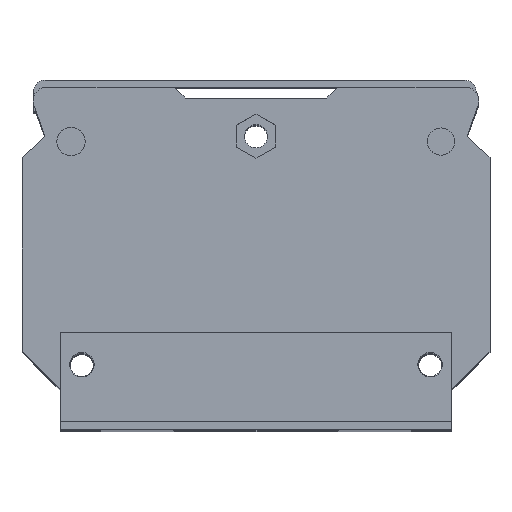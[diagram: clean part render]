
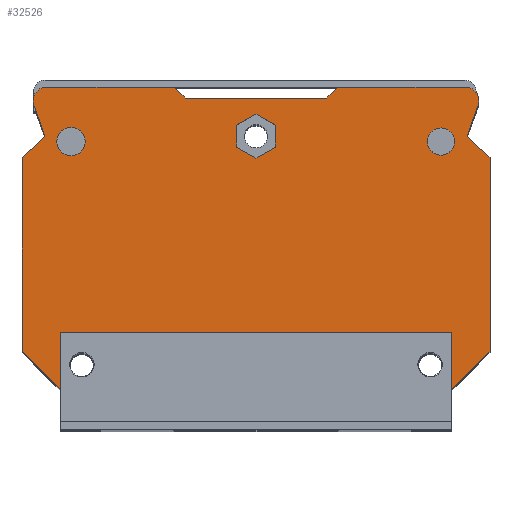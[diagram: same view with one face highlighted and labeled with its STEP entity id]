
A CAD part, top view. The second image highlights one B-rep face of the part: STEP entity #32526.
In plain terms, the highlighted planar face has unit normal (0, 0, 1).
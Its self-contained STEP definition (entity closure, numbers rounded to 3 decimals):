
#1203=DIRECTION('',(-0.866,-0.5,0.));
#1204=VECTOR('',#1203,4.041);
#1205=CARTESIAN_POINT('',(43.,58.041,-1.5));
#1206=LINE('',#1205,#1204);
#1207=DIRECTION('',(0.866,-0.5,0.));
#1208=VECTOR('',#1207,4.041);
#1209=CARTESIAN_POINT('',(39.5,51.979,-1.5));
#1210=LINE('',#1209,#1208);
#1211=DIRECTION('',(0.866,0.5,0.));
#1212=VECTOR('',#1211,4.041);
#1213=CARTESIAN_POINT('',(43.,49.959,-1.5));
#1214=LINE('',#1213,#1212);
#1215=DIRECTION('',(-0.866,0.5,0.));
#1216=VECTOR('',#1215,4.041);
#1217=CARTESIAN_POINT('',(46.5,56.021,-1.5));
#1218=LINE('',#1217,#1216);
#1219=CARTESIAN_POINT('',(77.,53.,-1.5));
#1220=DIRECTION('',(0.,0.,1.));
#1221=DIRECTION('',(1.,0.,0.));
#1222=AXIS2_PLACEMENT_3D('',#1219,#1220,#1221);
#1224=CARTESIAN_POINT('',(77.,53.,-1.5));
#1225=DIRECTION('',(0.,0.,1.));
#1226=DIRECTION('',(-1.,0.,0.));
#1227=AXIS2_PLACEMENT_3D('',#1224,#1225,#1226);
#1229=CARTESIAN_POINT('',(9.,53.,-1.5));
#1230=DIRECTION('',(0.,0.,1.));
#1231=DIRECTION('',(1.,0.,0.));
#1232=AXIS2_PLACEMENT_3D('',#1229,#1230,#1231);
#1234=CARTESIAN_POINT('',(9.,53.,-1.5));
#1235=DIRECTION('',(0.,0.,1.));
#1236=DIRECTION('',(-1.,0.,0.));
#1237=AXIS2_PLACEMENT_3D('',#1234,#1235,#1236);
#1239=DIRECTION('',(0.,1.,0.));
#1240=VECTOR('',#1239,10.5);
#1241=CARTESIAN_POINT('',(79.,7.5,-1.5));
#1242=LINE('',#1241,#1240);
#1243=DIRECTION('',(-1.,0.,0.));
#1244=VECTOR('',#1243,72.);
#1245=CARTESIAN_POINT('',(79.,18.,-1.5));
#1246=LINE('',#1245,#1244);
#1247=DIRECTION('',(0.,1.,0.));
#1248=VECTOR('',#1247,10.5);
#1249=CARTESIAN_POINT('',(7.,7.5,-1.5));
#1250=LINE('',#1249,#1248);
#1251=DIRECTION('',(-0.707,0.707,0.));
#1252=VECTOR('',#1251,9.899);
#1253=CARTESIAN_POINT('',(7.,7.5,-1.5));
#1254=LINE('',#1253,#1252);
#1255=DIRECTION('',(0.724,0.69,0.));
#1256=VECTOR('',#1255,5.8);
#1257=CARTESIAN_POINT('',(0.,50.,-1.5));
#1258=LINE('',#1257,#1256);
#1259=DIRECTION('',(-0.334,0.943,0.));
#1260=VECTOR('',#1259,6.01);
#1261=CARTESIAN_POINT('',(4.2,54.,-1.5));
#1262=LINE('',#1261,#1260);
#1263=CARTESIAN_POINT('',(4.55,60.5,-1.5));
#1264=DIRECTION('',(0.,0.,-1.));
#1265=DIRECTION('',(-0.943,-0.334,0.));
#1266=AXIS2_PLACEMENT_3D('',#1263,#1264,#1265);
#1268=CARTESIAN_POINT('',(4.55,60.5,-1.5));
#1269=DIRECTION('',(0.,0.,-1.));
#1270=DIRECTION('',(-1.,0.,0.));
#1271=AXIS2_PLACEMENT_3D('',#1268,#1269,#1270);
#1273=DIRECTION('',(0.707,-0.707,0.));
#1274=VECTOR('',#1273,2.828);
#1275=CARTESIAN_POINT('',(28.,63.,-1.5));
#1276=LINE('',#1275,#1274);
#1277=DIRECTION('',(0.707,0.707,0.));
#1278=VECTOR('',#1277,2.828);
#1279=CARTESIAN_POINT('',(56.,61.,-1.5));
#1280=LINE('',#1279,#1278);
#1281=DIRECTION('',(1.,0.,0.));
#1282=VECTOR('',#1281,23.45);
#1283=CARTESIAN_POINT('',(58.,63.,-1.5));
#1284=LINE('',#1283,#1282);
#1285=CARTESIAN_POINT('',(81.45,60.5,-1.5));
#1286=DIRECTION('',(0.,0.,-1.));
#1287=DIRECTION('',(0.,1.,0.));
#1288=AXIS2_PLACEMENT_3D('',#1285,#1286,#1287);
#1290=CARTESIAN_POINT('',(81.45,60.5,-1.5));
#1291=DIRECTION('',(0.,0.,-1.));
#1292=DIRECTION('',(1.,0.,0.));
#1293=AXIS2_PLACEMENT_3D('',#1290,#1291,#1292);
#1295=DIRECTION('',(-0.334,-0.943,0.));
#1296=VECTOR('',#1295,6.009);
#1297=CARTESIAN_POINT('',(83.806,59.664,-1.5));
#1298=LINE('',#1297,#1296);
#1299=DIRECTION('',(0.724,-0.69,0.));
#1300=VECTOR('',#1299,5.8);
#1301=CARTESIAN_POINT('',(81.8,54.,-1.5));
#1302=LINE('',#1301,#1300);
#1303=DIRECTION('',(0.,-1.,0.));
#1304=VECTOR('',#1303,35.5);
#1305=CARTESIAN_POINT('',(86.,50.,-1.5));
#1306=LINE('',#1305,#1304);
#1307=DIRECTION('',(-0.707,-0.707,0.));
#1308=VECTOR('',#1307,9.899);
#1309=CARTESIAN_POINT('',(86.,14.5,-1.5));
#1310=LINE('',#1309,#1308);
#1311=DIRECTION('',(0.,1.,0.));
#1312=VECTOR('',#1311,4.041);
#1313=CARTESIAN_POINT('',(39.5,51.979,-1.5));
#1314=LINE('',#1313,#1312);
#1331=DIRECTION('',(0.,-1.,0.));
#1332=VECTOR('',#1331,4.041);
#1333=CARTESIAN_POINT('',(46.5,56.021,-1.5));
#1334=LINE('',#1333,#1332);
#15701=DIRECTION('',(-1.,0.,0.));
#15702=VECTOR('',#15701,26.);
#15703=CARTESIAN_POINT('',(56.,61.,-1.5));
#15704=LINE('',#15703,#15702);
#16089=DIRECTION('',(-1.,0.,0.));
#16090=VECTOR('',#16089,23.45);
#16091=CARTESIAN_POINT('',(28.,63.,-1.5));
#16092=LINE('',#16091,#16090);
#16177=DIRECTION('',(0.,-1.,0.));
#16178=VECTOR('',#16177,35.5);
#16179=CARTESIAN_POINT('',(0.,50.,-1.5));
#16180=LINE('',#16179,#16178);
#25311=CARTESIAN_POINT('',(86.,14.5,-1.5));
#25313=VERTEX_POINT('',#25311);
#25484=CARTESIAN_POINT('',(0.,14.5,-1.5));
#25486=VERTEX_POINT('',#25484);
#26365=CARTESIAN_POINT('',(81.45,63.,-1.5));
#26366=VERTEX_POINT('',#26365);
#26367=CARTESIAN_POINT('',(58.,63.,-1.5));
#26368=VERTEX_POINT('',#26367);
#26369=CARTESIAN_POINT('',(83.806,59.664,-1.5));
#26370=VERTEX_POINT('',#26369);
#26371=CARTESIAN_POINT('',(81.8,54.,-1.5));
#26372=VERTEX_POINT('',#26371);
#26373=CARTESIAN_POINT('',(86.,50.,-1.5));
#26374=VERTEX_POINT('',#26373);
#26375=CARTESIAN_POINT('',(56.,61.,-1.5));
#26376=VERTEX_POINT('',#26375);
#26377=CARTESIAN_POINT('',(83.95,60.5,-1.5));
#26378=VERTEX_POINT('',#26377);
#26379=CARTESIAN_POINT('',(0.,50.,-1.5));
#26380=VERTEX_POINT('',#26379);
#26381=CARTESIAN_POINT('',(4.2,54.,-1.5));
#26382=VERTEX_POINT('',#26381);
#26383=CARTESIAN_POINT('',(2.193,59.665,-1.5));
#26384=VERTEX_POINT('',#26383);
#26385=CARTESIAN_POINT('',(2.05,60.5,-1.5));
#26386=VERTEX_POINT('',#26385);
#26387=CARTESIAN_POINT('',(4.55,63.,-1.5));
#26388=VERTEX_POINT('',#26387);
#26389=CARTESIAN_POINT('',(28.,63.,-1.5));
#26390=VERTEX_POINT('',#26389);
#26391=CARTESIAN_POINT('',(30.,61.,-1.5));
#26392=VERTEX_POINT('',#26391);
#26393=CARTESIAN_POINT('',(43.,58.041,-1.5));
#26394=CARTESIAN_POINT('',(39.5,56.021,-1.5));
#26395=VERTEX_POINT('',#26393);
#26396=VERTEX_POINT('',#26394);
#26397=CARTESIAN_POINT('',(39.5,51.979,-1.5));
#26398=VERTEX_POINT('',#26397);
#26399=CARTESIAN_POINT('',(43.,49.959,-1.5));
#26400=VERTEX_POINT('',#26399);
#26401=CARTESIAN_POINT('',(46.5,51.979,-1.5));
#26402=VERTEX_POINT('',#26401);
#26403=CARTESIAN_POINT('',(46.5,56.021,-1.5));
#26404=VERTEX_POINT('',#26403);
#26405=CARTESIAN_POINT('',(79.5,53.,-1.5));
#26406=CARTESIAN_POINT('',(74.5,53.,-1.5));
#26407=VERTEX_POINT('',#26405);
#26408=VERTEX_POINT('',#26406);
#26409=CARTESIAN_POINT('',(11.6,53.,-1.5));
#26410=CARTESIAN_POINT('',(6.4,53.,-1.5));
#26411=VERTEX_POINT('',#26409);
#26412=VERTEX_POINT('',#26410);
#30732=CARTESIAN_POINT('',(79.,7.5,-1.5));
#30734=VERTEX_POINT('',#30732);
#30736=CARTESIAN_POINT('',(7.,7.5,-1.5));
#30738=VERTEX_POINT('',#30736);
#30779=CARTESIAN_POINT('',(79.,18.,-1.5));
#30780=VERTEX_POINT('',#30779);
#30781=CARTESIAN_POINT('',(7.,18.,-1.5));
#30782=VERTEX_POINT('',#30781);
#32455=CARTESIAN_POINT('',(43.,31.5,-1.5));
#32456=DIRECTION('',(0.,0.,1.));
#32457=DIRECTION('',(-1.,0.,0.));
#32458=AXIS2_PLACEMENT_3D('',#32455,#32456,#32457);
#32459=PLANE('',#32458);
#32461=ORIENTED_EDGE('',*,*,#32460,.T.);
#32463=ORIENTED_EDGE('',*,*,#32462,.T.);
#32465=ORIENTED_EDGE('',*,*,#32464,.F.);
#32466=ORIENTED_EDGE('',*,*,#31534,.T.);
#32468=ORIENTED_EDGE('',*,*,#32467,.F.);
#32470=ORIENTED_EDGE('',*,*,#32469,.T.);
#32472=ORIENTED_EDGE('',*,*,#32471,.T.);
#32474=ORIENTED_EDGE('',*,*,#32473,.T.);
#32476=ORIENTED_EDGE('',*,*,#32475,.T.);
#32478=ORIENTED_EDGE('',*,*,#32477,.F.);
#32480=ORIENTED_EDGE('',*,*,#32479,.T.);
#32482=ORIENTED_EDGE('',*,*,#32481,.F.);
#32484=ORIENTED_EDGE('',*,*,#32483,.T.);
#32486=ORIENTED_EDGE('',*,*,#32485,.T.);
#32488=ORIENTED_EDGE('',*,*,#32487,.T.);
#32490=ORIENTED_EDGE('',*,*,#32489,.T.);
#32492=ORIENTED_EDGE('',*,*,#32491,.T.);
#32494=ORIENTED_EDGE('',*,*,#32493,.T.);
#32496=ORIENTED_EDGE('',*,*,#32495,.T.);
#32498=ORIENTED_EDGE('',*,*,#32497,.T.);
#32499=EDGE_LOOP('',(#32461,#32463,#32465,#32466,#32468,#32470,#32472,#32474,
#32476,#32478,#32480,#32482,#32484,#32486,#32488,#32490,#32492,#32494,#32496,
#32498));
#32500=FACE_OUTER_BOUND('',#32499,.F.);
#32502=ORIENTED_EDGE('',*,*,#32501,.T.);
#32504=ORIENTED_EDGE('',*,*,#32503,.T.);
#32505=EDGE_LOOP('',(#32502,#32504));
#32506=FACE_BOUND('',#32505,.F.);
#32508=ORIENTED_EDGE('',*,*,#32507,.T.);
#32510=ORIENTED_EDGE('',*,*,#32509,.T.);
#32511=EDGE_LOOP('',(#32508,#32510));
#32512=FACE_BOUND('',#32511,.F.);
#32513=ORIENTED_EDGE('',*,*,#32445,.T.);
#32515=ORIENTED_EDGE('',*,*,#32514,.F.);
#32517=ORIENTED_EDGE('',*,*,#32516,.T.);
#32519=ORIENTED_EDGE('',*,*,#32518,.T.);
#32521=ORIENTED_EDGE('',*,*,#32520,.F.);
#32523=ORIENTED_EDGE('',*,*,#32522,.T.);
#32524=EDGE_LOOP('',(#32513,#32515,#32517,#32519,#32521,#32523));
#32525=FACE_BOUND('',#32524,.F.);
#1223=CIRCLE('',#1222,2.5);
#1228=CIRCLE('',#1227,2.5);
#1233=CIRCLE('',#1232,2.6);
#1238=CIRCLE('',#1237,2.6);
#1267=CIRCLE('',#1266,2.5);
#1272=CIRCLE('',#1271,2.5);
#1289=CIRCLE('',#1288,2.5);
#1294=CIRCLE('',#1293,2.5);
#31534=EDGE_CURVE('',#30738,#25486,#1254,.T.);
#32445=EDGE_CURVE('',#26395,#26396,#1206,.T.);
#32460=EDGE_CURVE('',#30734,#30780,#1242,.T.);
#32462=EDGE_CURVE('',#30780,#30782,#1246,.T.);
#32464=EDGE_CURVE('',#30738,#30782,#1250,.T.);
#32467=EDGE_CURVE('',#26380,#25486,#16180,.T.);
#32469=EDGE_CURVE('',#26380,#26382,#1258,.T.);
#32471=EDGE_CURVE('',#26382,#26384,#1262,.T.);
#32473=EDGE_CURVE('',#26384,#26386,#1267,.T.);
#32475=EDGE_CURVE('',#26386,#26388,#1272,.T.);
#32477=EDGE_CURVE('',#26390,#26388,#16092,.T.);
#32479=EDGE_CURVE('',#26390,#26392,#1276,.T.);
#32481=EDGE_CURVE('',#26376,#26392,#15704,.T.);
#32483=EDGE_CURVE('',#26376,#26368,#1280,.T.);
#32485=EDGE_CURVE('',#26368,#26366,#1284,.T.);
#32487=EDGE_CURVE('',#26366,#26378,#1289,.T.);
#32489=EDGE_CURVE('',#26378,#26370,#1294,.T.);
#32491=EDGE_CURVE('',#26370,#26372,#1298,.T.);
#32493=EDGE_CURVE('',#26372,#26374,#1302,.T.);
#32495=EDGE_CURVE('',#26374,#25313,#1306,.T.);
#32497=EDGE_CURVE('',#25313,#30734,#1310,.T.);
#32501=EDGE_CURVE('',#26407,#26408,#1223,.T.);
#32503=EDGE_CURVE('',#26408,#26407,#1228,.T.);
#32507=EDGE_CURVE('',#26411,#26412,#1233,.T.);
#32509=EDGE_CURVE('',#26412,#26411,#1238,.T.);
#32514=EDGE_CURVE('',#26398,#26396,#1314,.T.);
#32516=EDGE_CURVE('',#26398,#26400,#1210,.T.);
#32518=EDGE_CURVE('',#26400,#26402,#1214,.T.);
#32520=EDGE_CURVE('',#26404,#26402,#1334,.T.);
#32522=EDGE_CURVE('',#26404,#26395,#1218,.T.);
#32526=ADVANCED_FACE('',(#32500,#32506,#32512,#32525),#32459,.T.);
